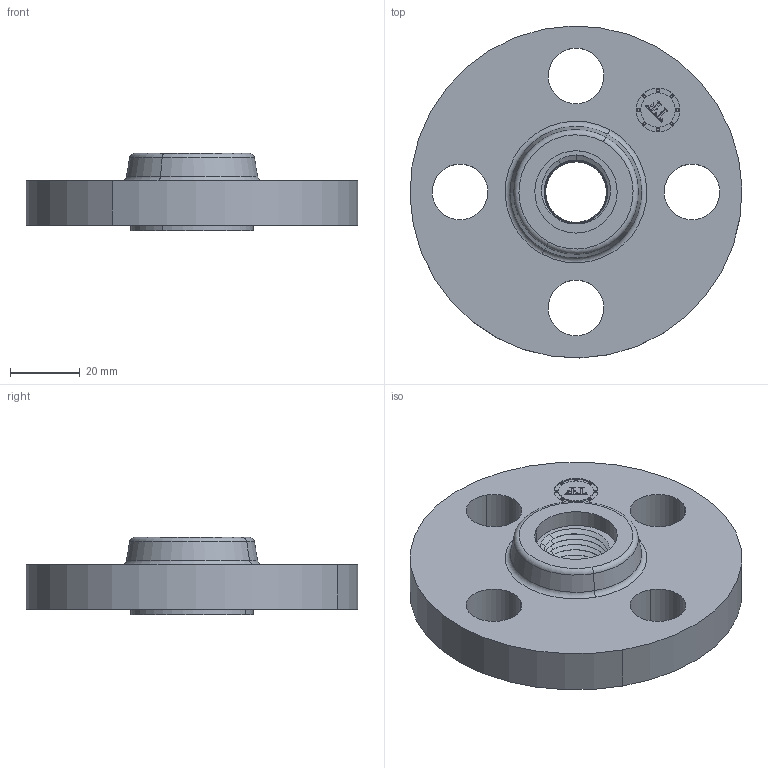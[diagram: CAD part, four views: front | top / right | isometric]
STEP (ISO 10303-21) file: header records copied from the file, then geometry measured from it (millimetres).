
FILE_DESCRIPTION(('3D STEP'),'2;1');
FILE_NAME('0.5-300-THREADED-RF-FLANGE.stp','2013-01-27T06:38:07+00:00',('Texas Flange'),(''),'CATIA Version 5 Release 20 SP 6 (IN-10)','CATIA V5 STEP AP214','800-826-3801');
FILE_SCHEMA(('AUTOMOTIVE_DESIGN { 1 0 10303 214 1 1 1 1 }'));
Length unit declared in the file: inch
Products named in the file (1): 0.5-300-THREADED-RF-FLANGE
Bounding box: 95.22 x 95.22 x 22.16 mm (x, y, z)
Volume: 82972.5 mm3; surface area: 21627.1 mm2
Topology: 1 solids, 1 shells, 513 faces, 1405 edges, 914 vertices
Faces by surface type: plane 370, bspline 83, cylinder 34, cone 22, torus 4
Entity records: 20003 total; most frequent: CARTESIAN_POINT 5291, ORIENTED_EDGE 2810, DIRECTION 1916, EDGE_CURVE 1405, VECTOR 1100, LINE 1100, VERTEX_POINT 914, EDGE_LOOP 543
